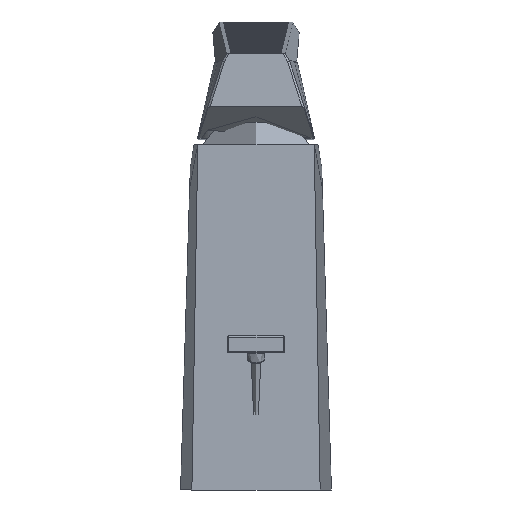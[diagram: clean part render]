
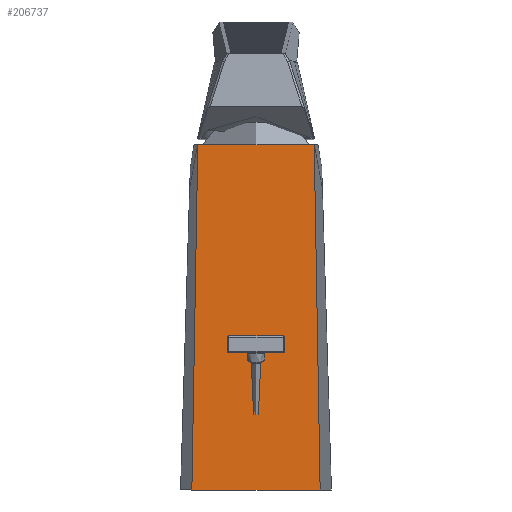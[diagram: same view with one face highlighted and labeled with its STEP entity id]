
A CAD part, left-side view. The second image highlights one B-rep face of the part: STEP entity #206737.
In plain terms, the highlighted planar face has unit normal (-1, 0, 0.016).
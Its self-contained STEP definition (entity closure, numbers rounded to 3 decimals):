
#38030=ORIENTED_EDGE('',*,*,#57510,.T.);
#38031=ORIENTED_EDGE('',*,*,#57511,.T.);
#38032=ORIENTED_EDGE('',*,*,#57512,.T.);
#38033=ORIENTED_EDGE('',*,*,#57440,.T.);
#57440=EDGE_CURVE('',#67502,#67501,#86436,.T.);
#57510=EDGE_CURVE('',#67501,#67551,#86486,.T.);
#57511=EDGE_CURVE('',#67551,#67552,#86487,.T.);
#57512=EDGE_CURVE('',#67552,#67502,#86488,.T.);
#67501=VERTEX_POINT('',#291539);
#67502=VERTEX_POINT('',#291541);
#67551=VERTEX_POINT('',#291699);
#67552=VERTEX_POINT('',#291701);
#86436=LINE('',#291540,#105267);
#86486=LINE('',#291698,#105317);
#86487=LINE('',#291700,#105318);
#86488=LINE('',#291702,#105319);
#105267=VECTOR('',#253338,1000.);
#105317=VECTOR('',#253442,1000.);
#105318=VECTOR('',#253443,1000.);
#105319=VECTOR('',#253444,1000.);
#114613=EDGE_LOOP('',(#38030,#38031,#38032,#38033));
#123917=FACE_BOUND('',#114613,.T.);
#133177=PLANE('',#216111);
#206737=ADVANCED_FACE('',(#123917),#133177,.T.);
#216111=AXIS2_PLACEMENT_3D('',#291697,#253440,#253441);
#253338=DIRECTION('',(0.,1.,0.));
#253440=DIRECTION('',(-1.,0.,0.016));
#253441=DIRECTION('',(0.016,0.017,1.));
#253442=DIRECTION('',(-0.016,0.017,-1.));
#253443=DIRECTION('',(0.,-1.,0.));
#253444=DIRECTION('',(0.016,0.017,1.));
#291539=CARTESIAN_POINT('',(-20.584,20.417,121.186));
#291540=CARTESIAN_POINT('',(-20.584,-20.417,121.186));
#291541=CARTESIAN_POINT('',(-20.584,-20.417,121.186));
#291697=CARTESIAN_POINT('',(-22.5,-22.5,0.));
#291698=CARTESIAN_POINT('',(-20.584,20.417,121.186));
#291699=CARTESIAN_POINT('',(-22.5,22.5,0.));
#291700=CARTESIAN_POINT('',(-22.5,-22.5,0.));
#291701=CARTESIAN_POINT('',(-22.5,-22.5,0.));
#291702=CARTESIAN_POINT('',(-22.5,-22.5,0.));
